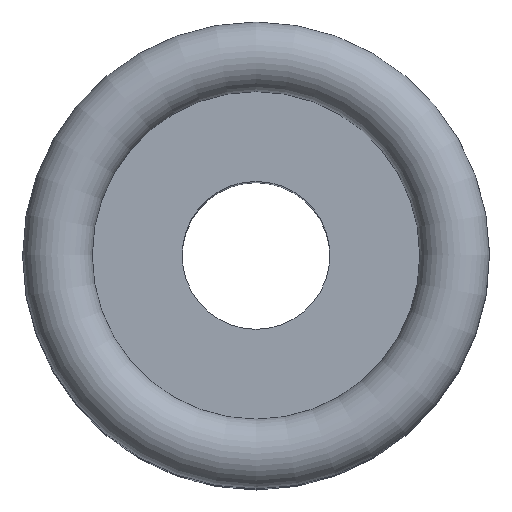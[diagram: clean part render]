
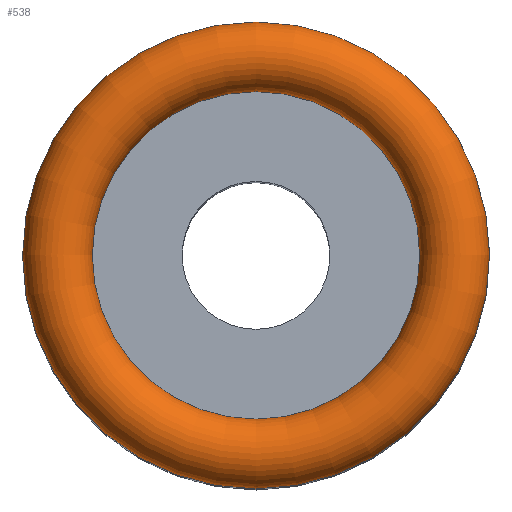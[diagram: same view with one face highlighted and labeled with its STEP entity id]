
A CAD part, top view. The second image highlights one B-rep face of the part: STEP entity #538.
In plain terms, the highlighted toroidal (fillet/blend) face has major radius 6.85 mm and minor radius 1.2 mm.
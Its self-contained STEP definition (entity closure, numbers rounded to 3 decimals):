
#34=TOROIDAL_SURFACE('',#597,6.85,1.2);
#48=CIRCLE('',#596,8.05);
#49=CIRCLE('',#598,5.65);
#160=ORIENTED_EDGE('',*,*,#303,.T.);
#161=ORIENTED_EDGE('',*,*,#302,.F.);
#302=EDGE_CURVE('',#372,#372,#48,.T.);
#303=EDGE_CURVE('',#373,#373,#49,.T.);
#372=VERTEX_POINT('',#917);
#373=VERTEX_POINT('',#920);
#424=EDGE_LOOP('',(#160));
#425=EDGE_LOOP('',(#161));
#474=FACE_BOUND('',#424,.T.);
#475=FACE_BOUND('',#425,.T.);
#538=ADVANCED_FACE('',(#474,#475),#34,.T.);
#596=AXIS2_PLACEMENT_3D('',#916,#682,#683);
#597=AXIS2_PLACEMENT_3D('',#918,#684,#685);
#598=AXIS2_PLACEMENT_3D('',#919,#686,#687);
#682=DIRECTION('',(0.,0.,-1.));
#683=DIRECTION('',(-1.,0.,0.));
#684=DIRECTION('',(0.,0.,-1.));
#685=DIRECTION('',(-1.,0.,0.));
#686=DIRECTION('',(0.,0.,-1.));
#687=DIRECTION('',(-1.,0.,0.));
#916=CARTESIAN_POINT('',(0.,0.,12.35));
#917=CARTESIAN_POINT('',(-8.05,0.,12.35));
#918=CARTESIAN_POINT('',(0.,0.,12.35));
#919=CARTESIAN_POINT('',(0.,0.,12.35));
#920=CARTESIAN_POINT('',(-5.65,0.,12.35));
